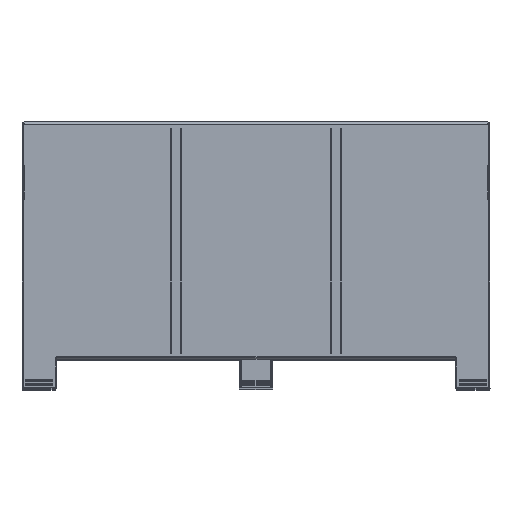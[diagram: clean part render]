
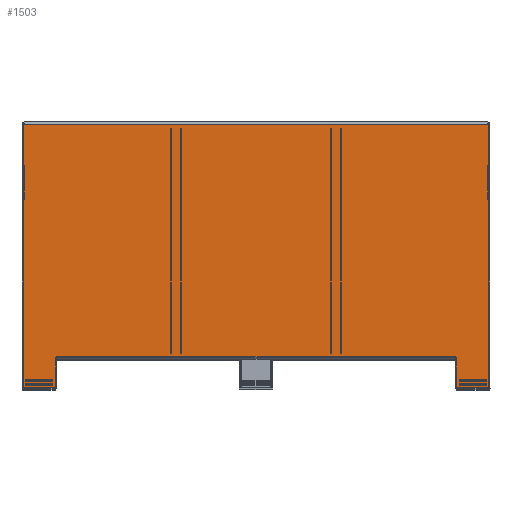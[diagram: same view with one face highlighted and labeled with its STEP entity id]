
A CAD part, top view. The second image highlights one B-rep face of the part: STEP entity #1503.
In plain terms, the highlighted face is planar.
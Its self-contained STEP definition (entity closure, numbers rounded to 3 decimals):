
#20 = CARTESIAN_POINT ( 'NONE',  ( 0., 99.5, -92. ) ) ;
#121 = CARTESIAN_POINT ( 'NONE',  ( 0., 1393., 0. ) ) ;
#277 = ORIENTED_EDGE ( 'NONE', *, *, #5033, .F. ) ;
#369 = VECTOR ( 'NONE', #9046, 1000. ) ;
#480 = DIRECTION ( 'NONE',  ( 0., -1., 0. ) ) ;
#597 = LINE ( 'NONE', #8255, #828 ) ;
#828 = VECTOR ( 'NONE', #3650, 1000. ) ;
#956 = AXIS2_PLACEMENT_3D ( 'NONE', #3843, #6813, #6907 ) ;
#1348 = EDGE_CURVE ( 'NONE', #6115, #3502, #2812, .T. ) ;
#1412 = EDGE_CURVE ( 'NONE', #5836, #7474, #5108, .T. ) ;
#1422 = DIRECTION ( 'NONE',  ( 0., 0., 1. ) ) ;
#1503 = ADVANCED_FACE ( 'NONE', ( #3750 ), #3893, .T. ) ;
#1551 = VECTOR ( 'NONE', #6521, 1000. ) ;
#1894 = VECTOR ( 'NONE', #480, 1000. ) ;
#2004 = DIRECTION ( 'NONE',  ( 0., -1., 0. ) ) ;
#2010 = VERTEX_POINT ( 'NONE', #20 ) ;
#2034 = EDGE_LOOP ( 'NONE', ( #2441, #9668, #277, #2316, #2038, #7513, #2232, #2537, #5014, #6281 ) ) ;
#2038 = ORIENTED_EDGE ( 'NONE', *, *, #4001, .F. ) ;
#2109 = VECTOR ( 'NONE', #7769, 1000. ) ;
#2144 = VERTEX_POINT ( 'NONE', #121 ) ;
#2190 = VECTOR ( 'NONE', #4103, 1000. ) ;
#2221 = VECTOR ( 'NONE', #7468, 1000. ) ;
#2232 = ORIENTED_EDGE ( 'NONE', *, *, #6463, .T. ) ;
#2316 = ORIENTED_EDGE ( 'NONE', *, *, #3753, .F. ) ;
#2412 = VERTEX_POINT ( 'NONE', #5690 ) ;
#2441 = ORIENTED_EDGE ( 'NONE', *, *, #8965, .T. ) ;
#2537 = ORIENTED_EDGE ( 'NONE', *, *, #4886, .F. ) ;
#2605 = LINE ( 'NONE', #2656, #2190 ) ;
#2656 = CARTESIAN_POINT ( 'NONE',  ( 0., 1293.5, -92. ) ) ;
#2677 = VERTEX_POINT ( 'NONE', #9330 ) ;
#2711 = CARTESIAN_POINT ( 'NONE',  ( 0., 1393., -786. ) ) ;
#2812 = LINE ( 'NONE', #8814, #2221 ) ;
#3021 = LINE ( 'NONE', #8516, #7648 ) ;
#3159 = CARTESIAN_POINT ( 'NONE',  ( 0., 0., -786. ) ) ;
#3221 = LINE ( 'NONE', #3858, #2109 ) ;
#3437 = CARTESIAN_POINT ( 'NONE',  ( 0., 99.5, 0. ) ) ;
#3502 = VERTEX_POINT ( 'NONE', #5996 ) ;
#3503 = VECTOR ( 'NONE', #1422, 1000. ) ;
#3650 = DIRECTION ( 'NONE',  ( 0., 1., 0. ) ) ;
#3750 = FACE_OUTER_BOUND ( 'NONE', #2034, .T. ) ;
#3753 = EDGE_CURVE ( 'NONE', #5299, #2412, #5130, .T. ) ;
#3821 = DIRECTION ( 'NONE',  ( 0., 0., -1. ) ) ;
#3843 = CARTESIAN_POINT ( 'NONE',  ( 0., 1393., 0. ) ) ;
#3858 = CARTESIAN_POINT ( 'NONE',  ( 0., 99.5, -92. ) ) ;
#3893 = PLANE ( 'NONE',  #956 ) ;
#4001 = EDGE_CURVE ( 'NONE', #2010, #5299, #8432, .T. ) ;
#4103 = DIRECTION ( 'NONE',  ( 0., -1., 0. ) ) ;
#4161 = LINE ( 'NONE', #4304, #1551 ) ;
#4304 = CARTESIAN_POINT ( 'NONE',  ( 0., 1393., 0. ) ) ;
#4886 = EDGE_CURVE ( 'NONE', #3502, #2677, #2605, .T. ) ;
#5014 = ORIENTED_EDGE ( 'NONE', *, *, #1348, .F. ) ;
#5033 = EDGE_CURVE ( 'NONE', #2412, #7474, #8904, .T. ) ;
#5108 = LINE ( 'NONE', #2711, #7825 ) ;
#5130 = LINE ( 'NONE', #9649, #1894 ) ;
#5299 = VERTEX_POINT ( 'NONE', #3437 ) ;
#5690 = CARTESIAN_POINT ( 'NONE',  ( 0., 0., 0. ) ) ;
#5716 = EDGE_CURVE ( 'NONE', #2010, #8239, #3221, .T. ) ;
#5836 = VERTEX_POINT ( 'NONE', #7328 ) ;
#5996 = CARTESIAN_POINT ( 'NONE',  ( 0., 1293.5, -92. ) ) ;
#6115 = VERTEX_POINT ( 'NONE', #7013 ) ;
#6281 = ORIENTED_EDGE ( 'NONE', *, *, #7713, .F. ) ;
#6463 = EDGE_CURVE ( 'NONE', #8239, #2677, #597, .T. ) ;
#6521 = DIRECTION ( 'NONE',  ( 0., -1., 0. ) ) ;
#6813 = DIRECTION ( 'NONE',  ( -1., 0., 0. ) ) ;
#6907 = DIRECTION ( 'NONE',  ( 0., 0., 1. ) ) ;
#7013 = CARTESIAN_POINT ( 'NONE',  ( 0., 1293.5, 0. ) ) ;
#7328 = CARTESIAN_POINT ( 'NONE',  ( 0., 1393., -786. ) ) ;
#7468 = DIRECTION ( 'NONE',  ( 0., 0., -1. ) ) ;
#7474 = VERTEX_POINT ( 'NONE', #3159 ) ;
#7513 = ORIENTED_EDGE ( 'NONE', *, *, #5716, .T. ) ;
#7648 = VECTOR ( 'NONE', #3821, 1000. ) ;
#7713 = EDGE_CURVE ( 'NONE', #2144, #6115, #4161, .T. ) ;
#7769 = DIRECTION ( 'NONE',  ( 0., 1., 0. ) ) ;
#7825 = VECTOR ( 'NONE', #2004, 1000. ) ;
#8057 = CARTESIAN_POINT ( 'NONE',  ( 0., 100.5, -92. ) ) ;
#8239 = VERTEX_POINT ( 'NONE', #8057 ) ;
#8255 = CARTESIAN_POINT ( 'NONE',  ( 0., 99.5, -92. ) ) ;
#8301 = CARTESIAN_POINT ( 'NONE',  ( 0., 0., 0. ) ) ;
#8432 = LINE ( 'NONE', #9843, #3503 ) ;
#8516 = CARTESIAN_POINT ( 'NONE',  ( 0., 1393., 0. ) ) ;
#8814 = CARTESIAN_POINT ( 'NONE',  ( 0., 1293.5, 0. ) ) ;
#8904 = LINE ( 'NONE', #8301, #369 ) ;
#8965 = EDGE_CURVE ( 'NONE', #2144, #5836, #3021, .T. ) ;
#9046 = DIRECTION ( 'NONE',  ( 0., 0., -1. ) ) ;
#9330 = CARTESIAN_POINT ( 'NONE',  ( 0., 1292.5, -92. ) ) ;
#9649 = CARTESIAN_POINT ( 'NONE',  ( 0., 1393., 0. ) ) ;
#9668 = ORIENTED_EDGE ( 'NONE', *, *, #1412, .T. ) ;
#9843 = CARTESIAN_POINT ( 'NONE',  ( 0., 99.5, 0. ) ) ;
